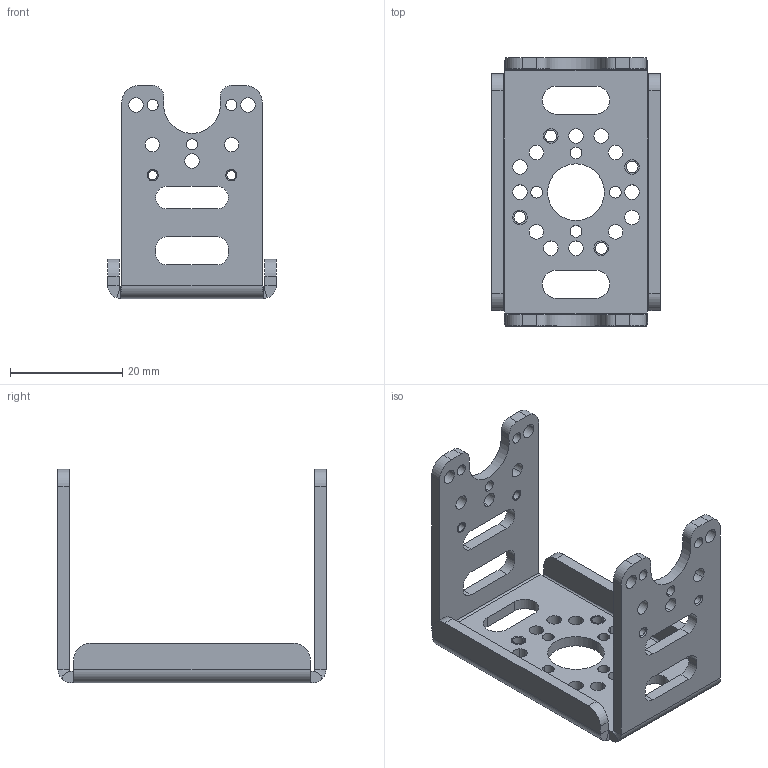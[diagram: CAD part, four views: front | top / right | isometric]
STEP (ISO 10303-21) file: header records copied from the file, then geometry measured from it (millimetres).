
FILE_DESCRIPTION((''),'2;1');
FILE_NAME('U_BRACKET_PRT','2013-02-22T',('WOOSIK'),(''),'PRO/ENGINEER BY PARAMETRIC TECHNOLOGY CORPORATION, 2010060','PRO/ENGINEER BY PARAMETRIC TECHNOLOGY CORPORATION, 2010060','');
FILE_SCHEMA(('CONFIG_CONTROL_DESIGN'));
Length unit declared in the file: millimetre
Products named in the file (1): U_BRACKET_PRT
Bounding box: 30 x 47.8 x 38 mm (x, y, z)
Volume: 5606.9 mm3; surface area: 7383 mm2
Topology: 1 solids, 9 shells, 216 faces, 602 edges, 388 vertices
Faces by surface type: cylinder 136, plane 60, cone 16, bspline 4
Entity records: 7391 total; most frequent: CARTESIAN_POINT 1401, DIRECTION 1312, ORIENTED_EDGE 1172, EDGE_CURVE 602, AXIS2_PLACEMENT_3D 509, VERTEX_POINT 388, EDGE_LOOP 310, CIRCLE 296
